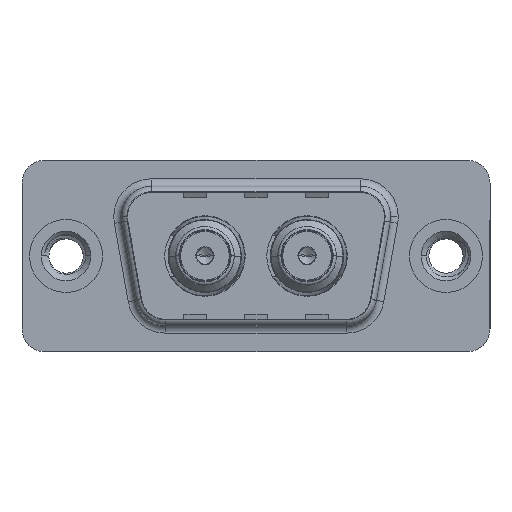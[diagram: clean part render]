
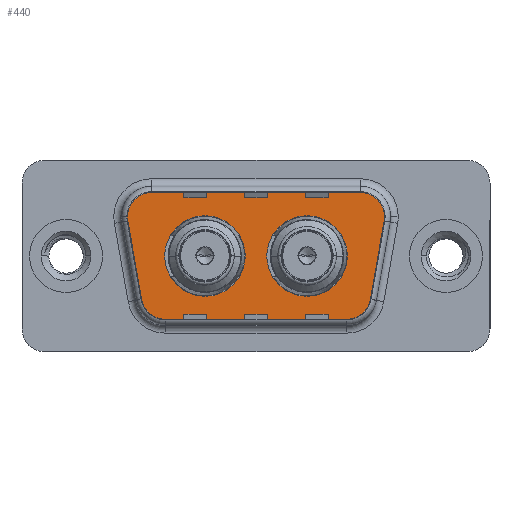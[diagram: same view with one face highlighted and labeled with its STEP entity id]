
A CAD part, top view. The second image highlights one B-rep face of the part: STEP entity #440.
In plain terms, the highlighted planar face has unit normal (0, 0, 1).
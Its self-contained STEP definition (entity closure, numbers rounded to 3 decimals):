
#3 = CARTESIAN_POINT ( 'NONE',  ( 15.86, 0., 0. ) ) ;
#269 = DIRECTION ( 'NONE',  ( 1., 0., 0. ) ) ;
#440 = ADVANCED_FACE ( 'NONE', ( #10682, #794, #14348 ), #6381, .T. ) ;
#509 = LINE ( 'NONE', #2968, #7266 ) ;
#540 = CIRCLE ( 'NONE', #17295, 2.65 ) ;
#582 = CARTESIAN_POINT ( 'NONE',  ( 19.564, 4.9, 0. ) ) ;
#655 = VERTEX_POINT ( 'NONE', #13483 ) ;
#715 = CARTESIAN_POINT ( 'NONE',  ( 15.86, 0., 0. ) ) ;
#794 = FACE_BOUND ( 'NONE', #17303, .T. ) ;
#842 = DIRECTION ( 'NONE',  ( 0., 0., 1. ) ) ;
#958 = EDGE_CURVE ( 'NONE', #9437, #2053, #6962, .T. ) ;
#1087 = AXIS2_PLACEMENT_3D ( 'NONE', #10787, #2694, #12171 ) ;
#1176 = VECTOR ( 'NONE', #15352, 1000. ) ;
#1183 = CARTESIAN_POINT ( 'NONE',  ( 5.436, 4.9, 0. ) ) ;
#1244 = AXIS2_PLACEMENT_3D ( 'NONE', #5027, #4925, #10446 ) ;
#1251 = CARTESIAN_POINT ( 'NONE',  ( 21.534, 2.553, 0. ) ) ;
#1262 = CARTESIAN_POINT ( 'NONE',  ( 6.459, -2.9, 0. ) ) ;
#1339 = DIRECTION ( 'NONE',  ( 1., 0., 0. ) ) ;
#1431 = AXIS2_PLACEMENT_3D ( 'NONE', #8875, #842, #10262 ) ;
#1440 = CARTESIAN_POINT ( 'NONE',  ( 3.466, 2.553, 0. ) ) ;
#1648 = ORIENTED_EDGE ( 'NONE', *, *, #8836, .T. ) ;
#1757 = VERTEX_POINT ( 'NONE', #9914 ) ;
#2045 = DIRECTION ( 'NONE',  ( 1., 0., 0. ) ) ;
#2053 = VERTEX_POINT ( 'NONE', #4255 ) ;
#2169 = CIRCLE ( 'NONE', #1087, 2. ) ;
#2434 = ORIENTED_EDGE ( 'NONE', *, *, #5411, .T. ) ;
#2575 = DIRECTION ( 'NONE',  ( -1., 0., 0. ) ) ;
#2694 = DIRECTION ( 'NONE',  ( 0., 0., 1. ) ) ;
#2914 = CARTESIAN_POINT ( 'NONE',  ( 9.14, 0., 0. ) ) ;
#2968 = CARTESIAN_POINT ( 'NONE',  ( 6.459, -4.9, 0. ) ) ;
#3019 = VECTOR ( 'NONE', #11940, 1000. ) ;
#3310 = VERTEX_POINT ( 'NONE', #3415 ) ;
#3328 = AXIS2_PLACEMENT_3D ( 'NONE', #1262, #10677, #2575 ) ;
#3415 = CARTESIAN_POINT ( 'NONE',  ( 18.51, 0., 0. ) ) ;
#3467 = DIRECTION ( 'NONE',  ( 0., 0., 1. ) ) ;
#4003 = CARTESIAN_POINT ( 'NONE',  ( 20.511, -3.247, 0. ) ) ;
#4255 = CARTESIAN_POINT ( 'NONE',  ( 6.49, 0., 0. ) ) ;
#4274 = DIRECTION ( 'NONE',  ( 1., 0., 0. ) ) ;
#4468 = ORIENTED_EDGE ( 'NONE', *, *, #8511, .T. ) ;
#4560 = LINE ( 'NONE', #15788, #8118 ) ;
#4677 = AXIS2_PLACEMENT_3D ( 'NONE', #2914, #12385, #4274 ) ;
#4782 = LINE ( 'NONE', #8499, #1176 ) ;
#4809 = CIRCLE ( 'NONE', #17190, 2. ) ;
#4815 = EDGE_CURVE ( 'NONE', #3310, #6538, #17226, .T. ) ;
#4925 = DIRECTION ( 'NONE',  ( 0., 0., 1. ) ) ;
#5027 = CARTESIAN_POINT ( 'NONE',  ( 18.541, -2.9, 0. ) ) ;
#5411 = EDGE_CURVE ( 'NONE', #16312, #655, #509, .T. ) ;
#5620 = DIRECTION ( 'NONE',  ( 0., 0., 1. ) ) ;
#6299 = DIRECTION ( 'NONE',  ( 0.174, -0.985, 0. ) ) ;
#6381 = PLANE ( 'NONE',  #1244 ) ;
#6538 = VERTEX_POINT ( 'NONE', #9940 ) ;
#6962 = CIRCLE ( 'NONE', #12714, 2.65 ) ;
#7266 = VECTOR ( 'NONE', #269, 1000. ) ;
#7530 = CIRCLE ( 'NONE', #1431, 2. ) ;
#7690 = CIRCLE ( 'NONE', #3328, 2. ) ;
#8118 = VECTOR ( 'NONE', #6299, 1000. ) ;
#8499 = CARTESIAN_POINT ( 'NONE',  ( 21.534, 2.553, 0. ) ) ;
#8511 = EDGE_CURVE ( 'NONE', #13444, #13382, #4782, .T. ) ;
#8836 = EDGE_CURVE ( 'NONE', #11687, #16276, #4560, .T. ) ;
#8875 = CARTESIAN_POINT ( 'NONE',  ( 5.436, 2.9, 0. ) ) ;
#8906 = CARTESIAN_POINT ( 'NONE',  ( 6.459, -4.9, 0. ) ) ;
#9208 = EDGE_LOOP ( 'NONE', ( #16088, #10594 ) ) ;
#9413 = DIRECTION ( 'NONE',  ( 0., 0., 1. ) ) ;
#9437 = VERTEX_POINT ( 'NONE', #16736 ) ;
#9629 = ORIENTED_EDGE ( 'NONE', *, *, #958, .F. ) ;
#9914 = CARTESIAN_POINT ( 'NONE',  ( 5.436, 4.9, 0. ) ) ;
#9940 = CARTESIAN_POINT ( 'NONE',  ( 13.21, 0., 0. ) ) ;
#10144 = DIRECTION ( 'NONE',  ( 0., 0., 1. ) ) ;
#10262 = DIRECTION ( 'NONE',  ( 1., 0., 0. ) ) ;
#10314 = CARTESIAN_POINT ( 'NONE',  ( 9.14, 0., 0. ) ) ;
#10446 = DIRECTION ( 'NONE',  ( 1., 0., 0. ) ) ;
#10594 = ORIENTED_EDGE ( 'NONE', *, *, #17151, .F. ) ;
#10677 = DIRECTION ( 'NONE',  ( 0., 0., 1. ) ) ;
#10682 = FACE_BOUND ( 'NONE', #9208, .T. ) ;
#10787 = CARTESIAN_POINT ( 'NONE',  ( 19.564, 2.9, 0. ) ) ;
#11591 = CARTESIAN_POINT ( 'NONE',  ( 18.541, -2.9, 0. ) ) ;
#11647 = ORIENTED_EDGE ( 'NONE', *, *, #12289, .T. ) ;
#11687 = VERTEX_POINT ( 'NONE', #1440 ) ;
#11754 = EDGE_CURVE ( 'NONE', #2053, #9437, #14113, .T. ) ;
#11940 = DIRECTION ( 'NONE',  ( -1., 0., 0. ) ) ;
#12171 = DIRECTION ( 'NONE',  ( -1., 0., 0. ) ) ;
#12289 = EDGE_CURVE ( 'NONE', #16276, #16312, #7690, .T. ) ;
#12292 = VERTEX_POINT ( 'NONE', #17442 ) ;
#12349 = AXIS2_PLACEMENT_3D ( 'NONE', #715, #10144, #2045 ) ;
#12385 = DIRECTION ( 'NONE',  ( 0., 0., 1. ) ) ;
#12714 = AXIS2_PLACEMENT_3D ( 'NONE', #10314, #16146, #17255 ) ;
#12962 = DIRECTION ( 'NONE',  ( 1., 0., 0. ) ) ;
#13362 = ORIENTED_EDGE ( 'NONE', *, *, #15533, .T. ) ;
#13367 = EDGE_CURVE ( 'NONE', #16230, #1757, #14290, .T. ) ;
#13382 = VERTEX_POINT ( 'NONE', #1251 ) ;
#13444 = VERTEX_POINT ( 'NONE', #4003 ) ;
#13446 = EDGE_CURVE ( 'NONE', #12292, #16230, #2169, .T. ) ;
#13483 = CARTESIAN_POINT ( 'NONE',  ( 18.541, -4.9, 0. ) ) ;
#13755 = CARTESIAN_POINT ( 'NONE',  ( 19.564, 2.9, 0. ) ) ;
#14113 = CIRCLE ( 'NONE', #4677, 2.65 ) ;
#14152 = ORIENTED_EDGE ( 'NONE', *, *, #15524, .T. ) ;
#14258 = CARTESIAN_POINT ( 'NONE',  ( 4.489, -3.247, 0. ) ) ;
#14290 = LINE ( 'NONE', #1183, #3019 ) ;
#14348 = FACE_OUTER_BOUND ( 'NONE', #15686, .T. ) ;
#14367 = AXIS2_PLACEMENT_3D ( 'NONE', #13755, #5620, #15119 ) ;
#14492 = ORIENTED_EDGE ( 'NONE', *, *, #13367, .T. ) ;
#14885 = ORIENTED_EDGE ( 'NONE', *, *, #11754, .F. ) ;
#15119 = DIRECTION ( 'NONE',  ( -1., 0., 0. ) ) ;
#15352 = DIRECTION ( 'NONE',  ( 0.174, 0.985, 0. ) ) ;
#15524 = EDGE_CURVE ( 'NONE', #655, #13444, #4809, .T. ) ;
#15533 = EDGE_CURVE ( 'NONE', #1757, #11687, #7530, .T. ) ;
#15645 = ORIENTED_EDGE ( 'NONE', *, *, #13446, .T. ) ;
#15686 = EDGE_LOOP ( 'NONE', ( #14152, #4468, #16820, #15645, #14492, #13362, #1648, #11647, #2434 ) ) ;
#15788 = CARTESIAN_POINT ( 'NONE',  ( 3.466, 2.553, 0. ) ) ;
#16088 = ORIENTED_EDGE ( 'NONE', *, *, #4815, .F. ) ;
#16146 = DIRECTION ( 'NONE',  ( 0., 0., 1. ) ) ;
#16230 = VERTEX_POINT ( 'NONE', #582 ) ;
#16276 = VERTEX_POINT ( 'NONE', #14258 ) ;
#16312 = VERTEX_POINT ( 'NONE', #8906 ) ;
#16594 = EDGE_CURVE ( 'NONE', #13382, #12292, #17252, .T. ) ;
#16736 = CARTESIAN_POINT ( 'NONE',  ( 11.79, 0., 0. ) ) ;
#16820 = ORIENTED_EDGE ( 'NONE', *, *, #16594, .T. ) ;
#17151 = EDGE_CURVE ( 'NONE', #6538, #3310, #540, .T. ) ;
#17190 = AXIS2_PLACEMENT_3D ( 'NONE', #11591, #3467, #12962 ) ;
#17226 = CIRCLE ( 'NONE', #12349, 2.65 ) ;
#17252 = CIRCLE ( 'NONE', #14367, 2. ) ;
#17255 = DIRECTION ( 'NONE',  ( 1., 0., 0. ) ) ;
#17295 = AXIS2_PLACEMENT_3D ( 'NONE', #3, #9413, #1339 ) ;
#17303 = EDGE_LOOP ( 'NONE', ( #9629, #14885 ) ) ;
#17442 = CARTESIAN_POINT ( 'NONE',  ( 21.564, 2.9, 0. ) ) ;
